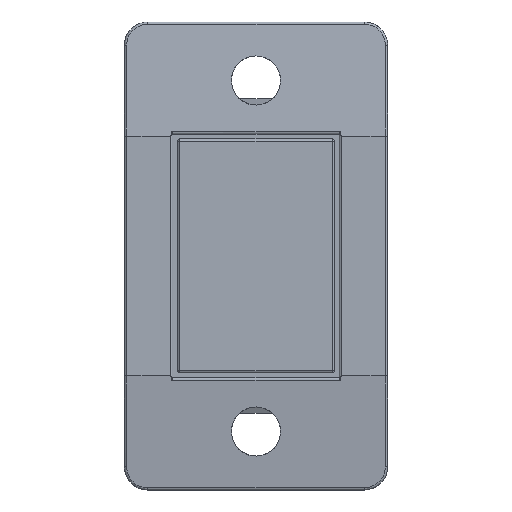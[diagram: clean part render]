
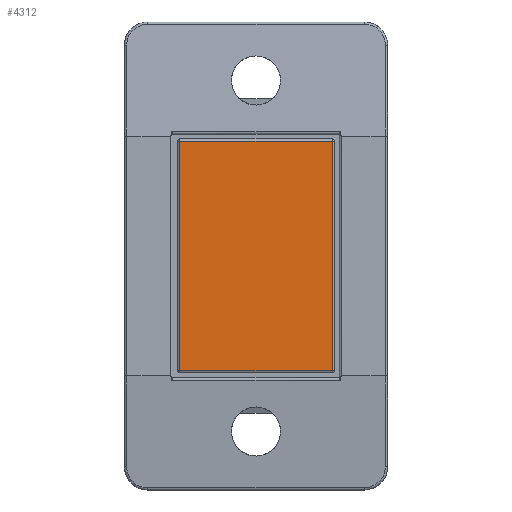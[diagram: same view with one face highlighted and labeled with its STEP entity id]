
A CAD part, front view. The second image highlights one B-rep face of the part: STEP entity #4312.
In plain terms, the highlighted planar face has unit normal (0, -1, 0).
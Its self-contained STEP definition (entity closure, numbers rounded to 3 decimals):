
#94=PLANE('',#4664);
#238=LINE('',#9665,#476);
#239=LINE('',#9667,#477);
#241=LINE('',#9670,#479);
#243=LINE('',#9674,#481);
#476=VECTOR('',#5321,10.);
#477=VECTOR('',#5324,10.);
#479=VECTOR('',#5328,10.);
#481=VECTOR('',#5334,10.);
#835=FACE_OUTER_BOUND('',#1097,.T.);
#1097=EDGE_LOOP('',(#3050,#3051,#3052,#3053));
#1728=VERTEX_POINT('',#9617);
#1731=VERTEX_POINT('',#9624);
#1733=VERTEX_POINT('',#9634);
#1734=VERTEX_POINT('',#9638);
#2202=EDGE_CURVE('',#1731,#1734,#238,.T.);
#2203=EDGE_CURVE('',#1734,#1733,#239,.T.);
#2205=EDGE_CURVE('',#1733,#1728,#241,.T.);
#2207=EDGE_CURVE('',#1728,#1731,#243,.T.);
#3050=ORIENTED_EDGE('',*,*,#2202,.F.);
#3051=ORIENTED_EDGE('',*,*,#2207,.F.);
#3052=ORIENTED_EDGE('',*,*,#2205,.F.);
#3053=ORIENTED_EDGE('',*,*,#2203,.F.);
#4312=ADVANCED_FACE('',(#835),#94,.T.);
#4664=AXIS2_PLACEMENT_3D('',#9677,#5339,#5340);
#5321=DIRECTION('',(0.,0.,1.));
#5324=DIRECTION('',(1.,0.,0.));
#5328=DIRECTION('',(0.,0.,-1.));
#5334=DIRECTION('',(-1.,0.,0.));
#5339=DIRECTION('center_axis',(0.,-1.,0.));
#5340=DIRECTION('ref_axis',(0.,0.,
-1.));
#9617=CARTESIAN_POINT('',(6.021,-17.557,-10.18));
#9624=CARTESIAN_POINT('',(-6.979,-17.557,-10.18));
#9634=CARTESIAN_POINT('',(6.021,-17.557,9.42));
#9638=CARTESIAN_POINT('',(-6.979,-17.557,9.42));
#9665=CARTESIAN_POINT('',(-6.979,-17.557,4.62));
#9667=CARTESIAN_POINT('',(-7.179,-17.557,9.42));
#9670=CARTESIAN_POINT('',(6.021,-17.557,4.62));
#9674=CARTESIAN_POINT('',(-7.179,-17.557,-10.18));
#9677=CARTESIAN_POINT('Origin',(-7.179,-17.557,9.62));
